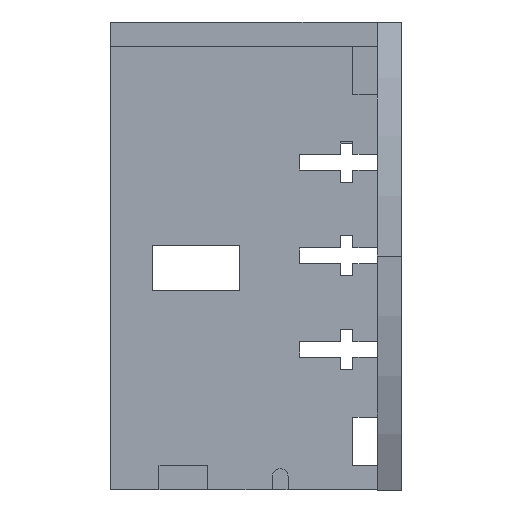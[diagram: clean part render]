
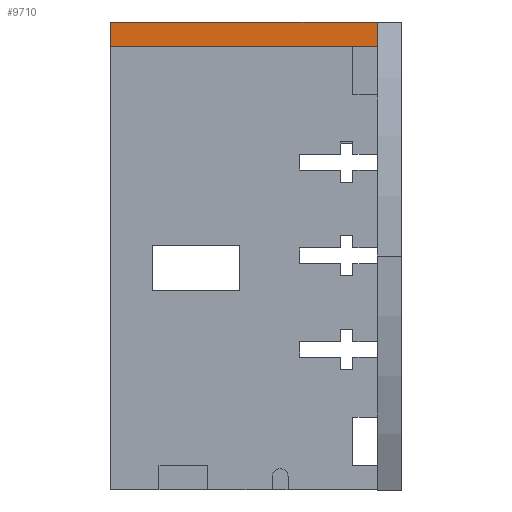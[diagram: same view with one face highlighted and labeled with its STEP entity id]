
A CAD part, left-side view. The second image highlights one B-rep face of the part: STEP entity #9710.
In plain terms, the highlighted planar face has unit normal (-1, 0, 0).
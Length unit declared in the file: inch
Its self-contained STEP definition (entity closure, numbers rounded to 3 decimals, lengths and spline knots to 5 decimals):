
#392 = CARTESIAN_POINT ( 'NONE',  ( -1.34256, -1.25, 0.25 ) ) ;
#918 = FACE_OUTER_BOUND ( 'NONE', #8515, .T. ) ;
#1041 = DIRECTION ( 'NONE',  ( 0., 1., 0. ) ) ;
#1185 = ORIENTED_EDGE ( 'NONE', *, *, #3101, .T. ) ;
#1312 = VERTEX_POINT ( 'NONE', #7971 ) ;
#1425 = DIRECTION ( 'NONE',  ( 0., 0., -1. ) ) ;
#1911 = EDGE_CURVE ( 'NONE', #10455, #1312, #10476, .T. ) ;
#2805 = EDGE_CURVE ( 'NONE', #1312, #10211, #10654, .T. ) ;
#3101 = EDGE_CURVE ( 'NONE', #10455, #10381, #5101, .T. ) ;
#4306 = DIRECTION ( 'NONE',  ( 0., 0., 1. ) ) ;
#4683 = AXIS2_PLACEMENT_3D ( 'NONE', #5295, #8638, #4306 ) ;
#4722 = DIRECTION ( 'NONE',  ( 0., 1., 0. ) ) ;
#4960 = VECTOR ( 'NONE', #8868, 39.37008 ) ;
#5101 = LINE ( 'NONE', #9485, #9936 ) ;
#5291 = ORIENTED_EDGE ( 'NONE', *, *, #2805, .F. ) ;
#5295 = CARTESIAN_POINT ( 'NONE',  ( -1.34256, 0., 0.25 ) ) ;
#5326 = VECTOR ( 'NONE', #4722, 39.37008 ) ;
#5553 = CARTESIAN_POINT ( 'NONE',  ( -1.34256, 0., 0. ) ) ;
#5965 = PLANE ( 'NONE',  #4683 ) ;
#6189 = CARTESIAN_POINT ( 'NONE',  ( -1.34256, -1.25, 0.25 ) ) ;
#6849 = CARTESIAN_POINT ( 'NONE',  ( -1.34256, 1.5, 0.25 ) ) ;
#6954 = EDGE_CURVE ( 'NONE', #10381, #10211, #8360, .T. ) ;
#7342 = VECTOR ( 'NONE', #1425, 39.37008 ) ;
#7971 = CARTESIAN_POINT ( 'NONE',  ( -1.34256, -1.25, 0. ) ) ;
#8360 = LINE ( 'NONE', #10020, #7342 ) ;
#8515 = EDGE_LOOP ( 'NONE', ( #5291, #9103, #1185, #8799 ) ) ;
#8638 = DIRECTION ( 'NONE',  ( -1., 0., 0. ) ) ;
#8799 = ORIENTED_EDGE ( 'NONE', *, *, #6954, .T. ) ;
#8868 = DIRECTION ( 'NONE',  ( 0., 0., -1. ) ) ;
#9046 = CARTESIAN_POINT ( 'NONE',  ( -1.34256, 1.5, 0. ) ) ;
#9103 = ORIENTED_EDGE ( 'NONE', *, *, #1911, .F. ) ;
#9485 = CARTESIAN_POINT ( 'NONE',  ( -1.34256, 0., 0.25 ) ) ;
#9710 = ADVANCED_FACE ( 'NONE', ( #918 ), #5965, .T. ) ;
#9936 = VECTOR ( 'NONE', #1041, 39.37008 ) ;
#10020 = CARTESIAN_POINT ( 'NONE',  ( -1.34256, 1.5, 0.25 ) ) ;
#10211 = VERTEX_POINT ( 'NONE', #9046 ) ;
#10381 = VERTEX_POINT ( 'NONE', #6849 ) ;
#10455 = VERTEX_POINT ( 'NONE', #6189 ) ;
#10476 = LINE ( 'NONE', #392, #4960 ) ;
#10654 = LINE ( 'NONE', #5553, #5326 ) ;
